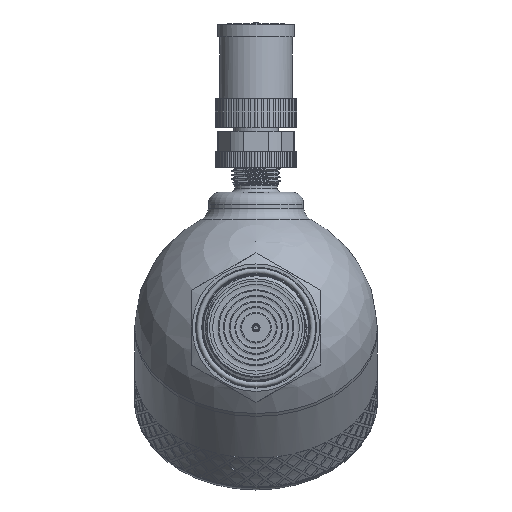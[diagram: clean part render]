
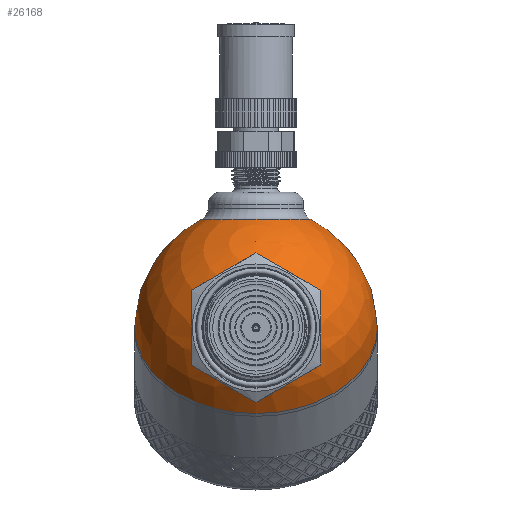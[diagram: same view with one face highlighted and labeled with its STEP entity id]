
A CAD part, left-side view. The second image highlights one B-rep face of the part: STEP entity #26168.
In plain terms, the highlighted spherical face has radius 30 mm.
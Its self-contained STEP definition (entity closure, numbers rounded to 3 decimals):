
#143=SPHERICAL_SURFACE('',#27692,30.);
#189=CIRCLE('',#27689,15.643);
#192=CIRCLE('',#27693,30.);
#193=CIRCLE('',#27694,30.);
#194=CIRCLE('',#27695,30.);
#195=CIRCLE('',#27696,13.5);
#1168=FACE_BOUND('',#5745,.T.);
#1169=FACE_BOUND('',#5746,.T.);
#4035=FACE_OUTER_BOUND('',#5744,.T.);
#5744=EDGE_LOOP('',(#18645,#18646,#18647,#18648));
#5745=EDGE_LOOP('',(#18649));
#5746=EDGE_LOOP('',(#18650));
#10596=VERTEX_POINT('',#41059);
#10598=VERTEX_POINT('',#41065);
#10599=VERTEX_POINT('',#41066);
#10600=VERTEX_POINT('',#41068);
#10601=VERTEX_POINT('',#41071);
#13646=EDGE_CURVE('',#10596,#10596,#189,.T.);
#13649=EDGE_CURVE('',#10598,#10599,#192,.T.);
#13650=EDGE_CURVE('',#10598,#10600,#193,.T.);
#13651=EDGE_CURVE('',#10599,#10598,#194,.T.);
#13652=EDGE_CURVE('',#10601,#10601,#195,.T.);
#18645=ORIENTED_EDGE('',*,*,#13649,.F.);
#18646=ORIENTED_EDGE('',*,*,#13650,.T.);
#18647=ORIENTED_EDGE('',*,*,#13650,.F.);
#18648=ORIENTED_EDGE('',*,*,#13651,.F.);
#18649=ORIENTED_EDGE('',*,*,#13646,.F.);
#18650=ORIENTED_EDGE('',*,*,#13652,.F.);
#26168=ADVANCED_FACE('',(#4035,#1168,#1169),#143,.T.);
#27689=AXIS2_PLACEMENT_3D('',#41060,#29589,#29590);
#27692=AXIS2_PLACEMENT_3D('',#41064,#29595,#29596);
#27693=AXIS2_PLACEMENT_3D('',#41067,#29597,#29598);
#27694=AXIS2_PLACEMENT_3D('',#41069,#29599,#29600);
#27695=AXIS2_PLACEMENT_3D('',#41070,#29601,#29602);
#27696=AXIS2_PLACEMENT_3D('',#41072,#29603,#29604);
#29589=DIRECTION('center_axis',(-0.707,0.,0.707));
#29590=DIRECTION('ref_axis',(0.707,0.,0.707));
#29595=DIRECTION('center_axis',(1.,0.,0.));
#29596=DIRECTION('ref_axis',(0.,-1.,0.));
#29597=DIRECTION('center_axis',(1.,0.,0.));
#29598=DIRECTION('ref_axis',(0.,1.,0.));
#29599=DIRECTION('center_axis',(0.,0.,1.));
#29600=DIRECTION('ref_axis',(0.,1.,0.));
#29601=DIRECTION('center_axis',(1.,0.,0.));
#29602=DIRECTION('ref_axis',(0.,1.,0.));
#29603=DIRECTION('center_axis',(-0.707,0.,-0.707));
#29604=DIRECTION('ref_axis',(-0.707,0.,0.707));
#41059=CARTESIAN_POINT('',(-29.162,0.,7.04));
#41060=CARTESIAN_POINT('Origin',(-18.101,0.,18.101));
#41064=CARTESIAN_POINT('Origin',(0.,0.,0.));
#41065=CARTESIAN_POINT('',(0.,30.,0.));
#41066=CARTESIAN_POINT('',(0.,-30.,0.));
#41067=CARTESIAN_POINT('Origin',(0.,0.,0.));
#41068=CARTESIAN_POINT('',(-30.,0.,0.));
#41069=CARTESIAN_POINT('Origin',(0.,0.,0.));
#41070=CARTESIAN_POINT('Origin',(0.,0.,0.));
#41071=CARTESIAN_POINT('',(-9.398,0.,-28.49));
#41072=CARTESIAN_POINT('Origin',(-18.944,0.,-18.944));
